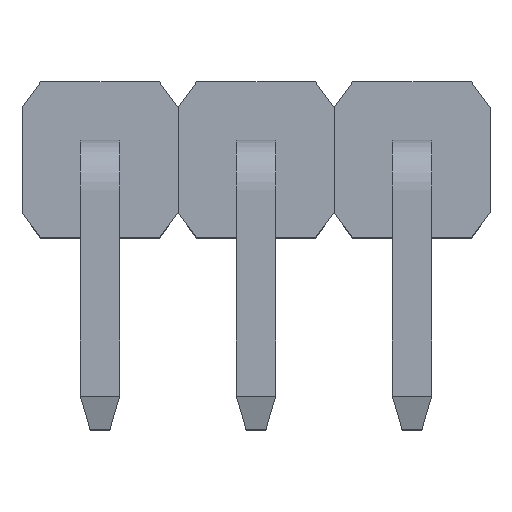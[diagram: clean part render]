
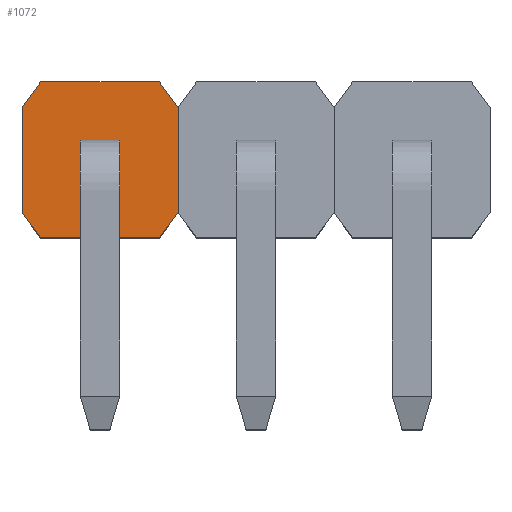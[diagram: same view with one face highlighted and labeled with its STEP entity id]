
A CAD part, top view. The second image highlights one B-rep face of the part: STEP entity #1072.
In plain terms, the highlighted face is planar.
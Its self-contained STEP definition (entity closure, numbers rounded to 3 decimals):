
#6 = EDGE_CURVE ( 'NONE', #850, #303, #660, .T. ) ;
#14 = DIRECTION ( 'NONE',  ( -0.592, 0., 0.806 ) ) ;
#16 = CARTESIAN_POINT ( 'NONE',  ( -1.27, 0., 0.855 ) ) ;
#31 = PLANE ( 'NONE',  #139 ) ;
#97 = CARTESIAN_POINT ( 'NONE',  ( -1.27, 0., -0.855 ) ) ;
#117 = EDGE_LOOP ( 'NONE', ( #244, #519, #899, #555, #1062, #1064, #241, #546 ) ) ;
#139 = AXIS2_PLACEMENT_3D ( 'NONE', #669, #399, #311 ) ;
#168 = VERTEX_POINT ( 'NONE', #526 ) ;
#232 = CARTESIAN_POINT ( 'NONE',  ( -0.965, 0., 1.27 ) ) ;
#235 = FACE_OUTER_BOUND ( 'NONE', #117, .T. ) ;
#241 = ORIENTED_EDGE ( 'NONE', *, *, #282, .F. ) ;
#244 = ORIENTED_EDGE ( 'NONE', *, *, #992, .F. ) ;
#250 = LINE ( 'NONE', #232, #973 ) ;
#271 = CARTESIAN_POINT ( 'NONE',  ( -1.27, 0., -0.855 ) ) ;
#282 = EDGE_CURVE ( 'NONE', #786, #847, #416, .T. ) ;
#288 = CARTESIAN_POINT ( 'NONE',  ( 1.27, 0., -0.855 ) ) ;
#295 = EDGE_CURVE ( 'NONE', #331, #168, #983, .T. ) ;
#303 = VERTEX_POINT ( 'NONE', #1059 ) ;
#311 = DIRECTION ( 'NONE',  ( 0., 0., -1. ) ) ;
#323 = LINE ( 'NONE', #750, #1104 ) ;
#331 = VERTEX_POINT ( 'NONE', #16 ) ;
#346 = LINE ( 'NONE', #862, #376 ) ;
#352 = CARTESIAN_POINT ( 'NONE',  ( -1.27, 0., 0.855 ) ) ;
#364 = CARTESIAN_POINT ( 'NONE',  ( 0.965, 0., -1.27 ) ) ;
#366 = EDGE_CURVE ( 'NONE', #847, #331, #603, .T. ) ;
#376 = VECTOR ( 'NONE', #503, 1000. ) ;
#384 = VERTEX_POINT ( 'NONE', #566 ) ;
#388 = VECTOR ( 'NONE', #14, 1000. ) ;
#399 = DIRECTION ( 'NONE',  ( 0., -1., 0. ) ) ;
#416 = LINE ( 'NONE', #717, #388 ) ;
#444 = CARTESIAN_POINT ( 'NONE',  ( -0.965, 0., -1.27 ) ) ;
#453 = CARTESIAN_POINT ( 'NONE',  ( 0.965, 0., -1.27 ) ) ;
#476 = DIRECTION ( 'NONE',  ( 0., 0., -1. ) ) ;
#503 = DIRECTION ( 'NONE',  ( -1., 0., 0. ) ) ;
#519 = ORIENTED_EDGE ( 'NONE', *, *, #6, .F. ) ;
#522 = VECTOR ( 'NONE', #988, 1000. ) ;
#526 = CARTESIAN_POINT ( 'NONE',  ( -0.965, 0., 1.27 ) ) ;
#546 = ORIENTED_EDGE ( 'NONE', *, *, #623, .F. ) ;
#555 = ORIENTED_EDGE ( 'NONE', *, *, #652, .F. ) ;
#566 = CARTESIAN_POINT ( 'NONE',  ( 0.965, 0., 1.27 ) ) ;
#569 = VECTOR ( 'NONE', #1069, 1000. ) ;
#603 = LINE ( 'NONE', #97, #522 ) ;
#623 = EDGE_CURVE ( 'NONE', #949, #786, #346, .T. ) ;
#652 = EDGE_CURVE ( 'NONE', #168, #384, #250, .T. ) ;
#660 = LINE ( 'NONE', #288, #1113 ) ;
#667 = DIRECTION ( 'NONE',  ( 0.592, 0., -0.806 ) ) ;
#669 = CARTESIAN_POINT ( 'NONE',  ( 0., 0., 0. ) ) ;
#717 = CARTESIAN_POINT ( 'NONE',  ( -0.965, 0., -1.27 ) ) ;
#750 = CARTESIAN_POINT ( 'NONE',  ( 1.27, 0., 0.855 ) ) ;
#754 = VECTOR ( 'NONE', #805, 1000. ) ;
#786 = VERTEX_POINT ( 'NONE', #444 ) ;
#799 = LINE ( 'NONE', #364, #569 ) ;
#805 = DIRECTION ( 'NONE',  ( 0.592, 0., 0.806 ) ) ;
#847 = VERTEX_POINT ( 'NONE', #271 ) ;
#850 = VERTEX_POINT ( 'NONE', #975 ) ;
#862 = CARTESIAN_POINT ( 'NONE',  ( -0.965, 0., -1.27 ) ) ;
#899 = ORIENTED_EDGE ( 'NONE', *, *, #1134, .F. ) ;
#932 = DIRECTION ( 'NONE',  ( 1., 0., 0. ) ) ;
#949 = VERTEX_POINT ( 'NONE', #453 ) ;
#973 = VECTOR ( 'NONE', #932, 1000. ) ;
#975 = CARTESIAN_POINT ( 'NONE',  ( 1.27, 0., 0.855 ) ) ;
#983 = LINE ( 'NONE', #352, #754 ) ;
#988 = DIRECTION ( 'NONE',  ( 0., 0., 1. ) ) ;
#992 = EDGE_CURVE ( 'NONE', #303, #949, #799, .T. ) ;
#1059 = CARTESIAN_POINT ( 'NONE',  ( 1.27, 0., -0.855 ) ) ;
#1062 = ORIENTED_EDGE ( 'NONE', *, *, #295, .F. ) ;
#1064 = ORIENTED_EDGE ( 'NONE', *, *, #366, .F. ) ;
#1069 = DIRECTION ( 'NONE',  ( -0.592, 0., -0.806 ) ) ;
#1072 = ADVANCED_FACE ( 'NONE', ( #235 ), #31, .T. ) ;
#1104 = VECTOR ( 'NONE', #667, 1000. ) ;
#1113 = VECTOR ( 'NONE', #476, 1000. ) ;
#1134 = EDGE_CURVE ( 'NONE', #384, #850, #323, .T. ) ;
